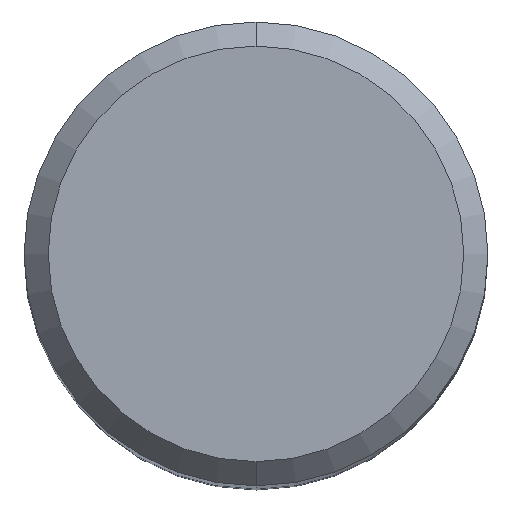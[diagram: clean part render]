
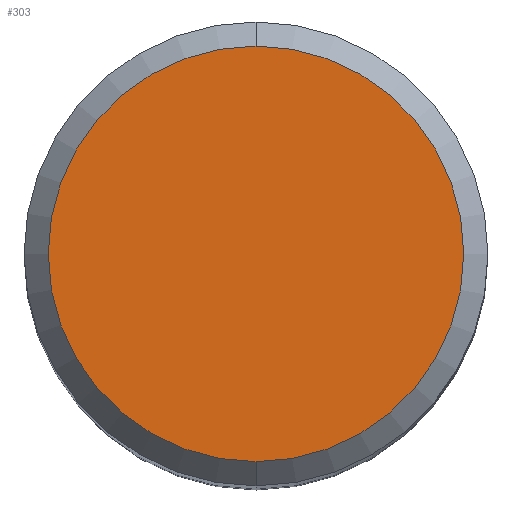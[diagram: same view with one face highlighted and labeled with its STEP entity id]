
A CAD part, top view. The second image highlights one B-rep face of the part: STEP entity #303.
In plain terms, the highlighted planar face has unit normal (0, 0, 1).
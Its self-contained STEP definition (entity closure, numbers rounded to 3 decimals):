
#281=EDGE_CURVE('',#299,#305,#531,.T.);
#289=EDGE_CURVE('',#305,#299,#539,.T.);
#299=VERTEX_POINT('',#551);
#303=ADVANCED_FACE('',(#555),#556,.T.);
#305=VERTEX_POINT('',#558);
#531=CIRCLE('',#825,4.3);
#539=CIRCLE('',#837,4.3);
#551=CARTESIAN_POINT('',(0.,-4.3,0.));
#555=FACE_OUTER_BOUND('',#857,.T.);
#556=PLANE('',#858);
#558=CARTESIAN_POINT('',(0.0,4.3,0.));
#825=AXIS2_PLACEMENT_3D('',#1129,#1130,#1131);
#837=AXIS2_PLACEMENT_3D('',#1141,#1142,#1143);
#857=EDGE_LOOP('',(#1163,#1164));
#858=AXIS2_PLACEMENT_3D('',#1165,#1166,#1167);
#1129=CARTESIAN_POINT('',(0.0,0.0,0.));
#1130=DIRECTION('',(0.0,0.0,-1.0));
#1131=DIRECTION('',(0.0,1.0,0.0));
#1141=CARTESIAN_POINT('',(0.0,0.0,0.));
#1142=DIRECTION('',(0.0,0.0,-1.0));
#1143=DIRECTION('',(0.0,1.0,0.0));
#1163=ORIENTED_EDGE('',*,*,#289,.F.);
#1164=ORIENTED_EDGE('',*,*,#281,.F.);
#1165=CARTESIAN_POINT('',(0.0,2.15,0.));
#1166=DIRECTION('',(-0.0,0.0,1.0));
#1167=DIRECTION('',(0.0,-1.0,0.0));
